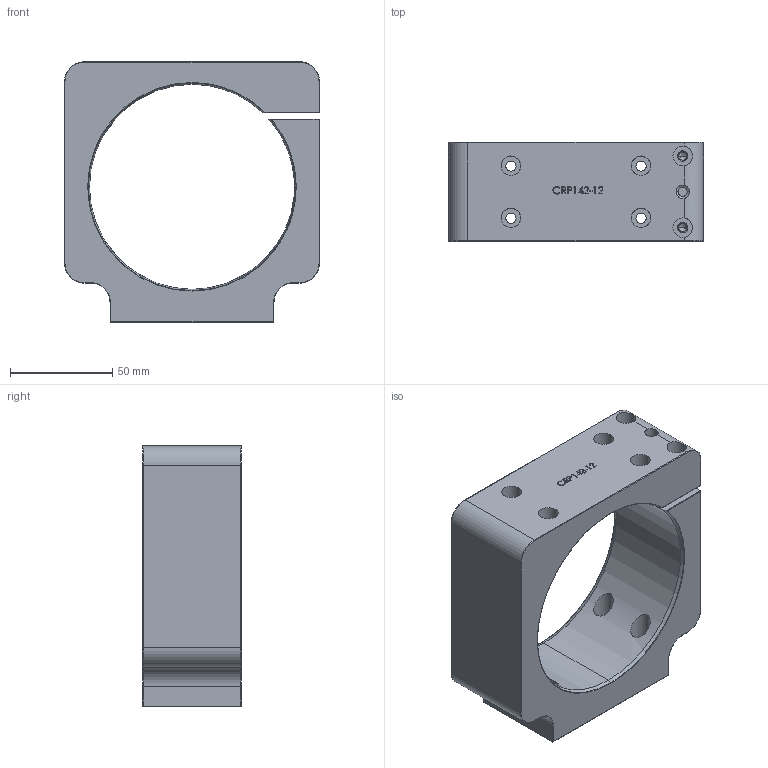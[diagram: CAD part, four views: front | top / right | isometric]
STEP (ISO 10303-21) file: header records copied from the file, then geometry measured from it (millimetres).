
FILE_DESCRIPTION (( 'STEP AP214' ), '1' );
FILE_NAME ('CRP142-12.STEP', '2018-02-27T17:53:45', ( '' ), ( '' ), 'SwSTEP 2.0', 'SolidWorks 2017', '' );
FILE_SCHEMA (( 'AUTOMOTIVE_DESIGN' ));
Length unit declared in the file: inch
Products named in the file (1): CRP142-12
Bounding box: 124.46 x 48.26 x 127 mm (x, y, z)
Volume: 322226.7 mm3; surface area: 60123.7 mm2
Topology: 1 solids, 1 shells, 232 faces, 597 edges, 378 vertices
Faces by surface type: plane 93, cylinder 73, bspline 32, torus 18, cone 16
Entity records: 9743 total; most frequent: CARTESIAN_POINT 4052, ORIENTED_EDGE 1186, DIRECTION 1033, EDGE_CURVE 593, VERTEX_POINT 378, AXIS2_PLACEMENT_3D 345, LINE 343, VECTOR 343
